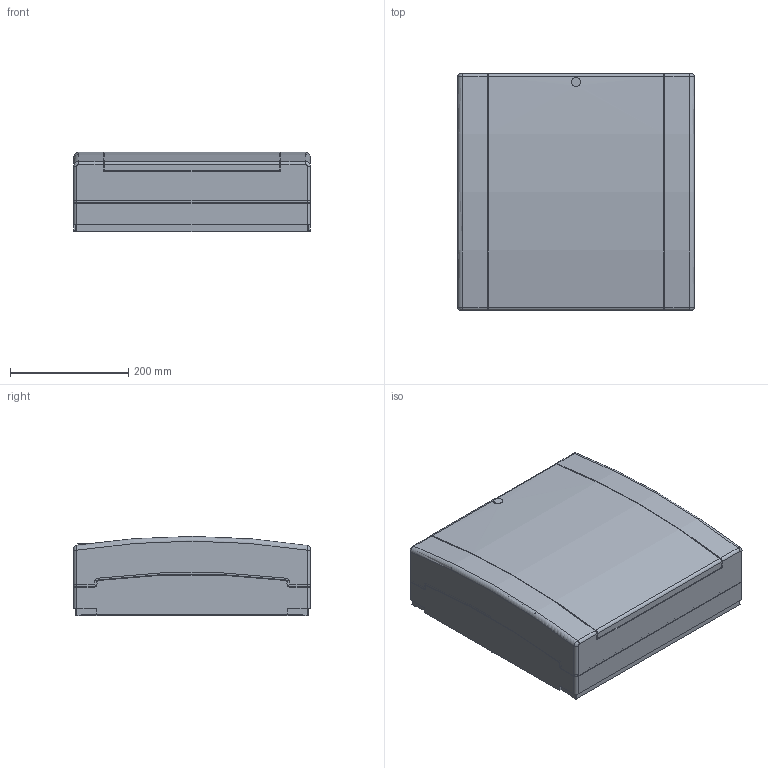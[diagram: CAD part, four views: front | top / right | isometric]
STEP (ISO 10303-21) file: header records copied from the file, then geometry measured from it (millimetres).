
FILE_DESCRIPTION((''),'2;1');
FILE_NAME('GW40049_ASM','2021-07-16T10:16:23',('User'),('Axiro Italia'),'CREO PARAMETRIC BY PTC INC, 2020354','CREO PARAMETRIC BY PTC INC, 2020354','');
FILE_SCHEMA(('CONFIG_CONTROL_DESIGN'));
Length unit declared in the file: millimetre
Products named in the file (5): GW40049_SCATOLA_OR; GW40049_COPERCHIO_OR; GW40049_COMPONENTE_PLASTICA_OR; GUIDA_DIN_18_1; GW40049_ASM
Assembly tree (6 placements, depth 2):
  GW40049_ASM
    GW40049_SCATOLA_OR
    GW40049_COPERCHIO_OR
    GW40049_COMPONENTE_PLASTICA_OR  x2
    GUIDA_DIN_18_1  x2
Bounding box: 400 x 400 x 133.75 mm (x, y, z)
Volume: 6000456.1 mm3; surface area: 1297168.4 mm2
Topology: 7 solids, 7 shells, 907 faces, 2436 edges, 1618 vertices
Faces by surface type: plane 621, cylinder 178, cone 90, torus 10, bspline 8
Entity records: 26833 total; most frequent: CARTESIAN_POINT 5544, ORIENTED_EDGE 4428, DIRECTION 4354, EDGE_CURVE 2214, VECTOR 1662, LINE 1662, VERTEX_POINT 1470, AXIS2_PLACEMENT_3D 1346
